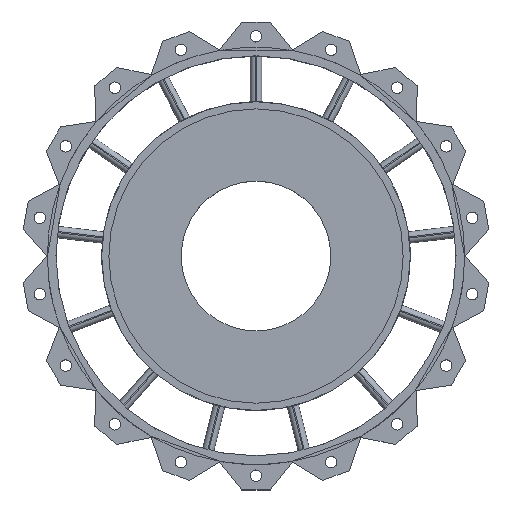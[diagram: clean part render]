
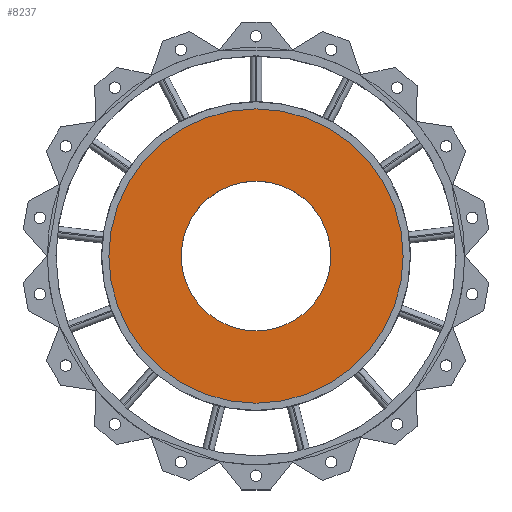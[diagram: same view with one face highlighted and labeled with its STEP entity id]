
A CAD part, top view. The second image highlights one B-rep face of the part: STEP entity #8237.
In plain terms, the highlighted planar face has unit normal (0, 0, 1).
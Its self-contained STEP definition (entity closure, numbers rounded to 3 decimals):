
#3811 = VERTEX_POINT('',#3812);
#3812 = CARTESIAN_POINT('',(13.1,0.,8.));
#3818 = EDGE_CURVE('',#3811,#3811,#3819,.T.);
#3819 = CIRCLE('',#3820,13.1);
#3820 = AXIS2_PLACEMENT_3D('',#3821,#3822,#3823);
#3821 = CARTESIAN_POINT('',(0.,0.,8.));
#3822 = DIRECTION('',(0.,0.,1.));
#3823 = DIRECTION('',(1.,0.,0.));
#7272 = VERTEX_POINT('',#7273);
#7273 = CARTESIAN_POINT('',(25.75,0.,8.));
#7281 = EDGE_CURVE('',#7272,#7272,#7282,.T.);
#7282 = CIRCLE('',#7283,25.75);
#7283 = AXIS2_PLACEMENT_3D('',#7284,#7285,#7286);
#7284 = CARTESIAN_POINT('',(0.,0.,8.));
#7285 = DIRECTION('',(0.,0.,1.));
#7286 = DIRECTION('',(1.,0.,0.));
#8237 = ADVANCED_FACE('',(#8238,#8241),#8244,.T.);
#8238 = FACE_BOUND('',#8239,.T.);
#8239 = EDGE_LOOP('',(#8240));
#8240 = ORIENTED_EDGE('',*,*,#7281,.T.);
#8241 = FACE_BOUND('',#8242,.T.);
#8242 = EDGE_LOOP('',(#8243));
#8243 = ORIENTED_EDGE('',*,*,#3818,.F.);
#8244 = PLANE('',#8245);
#8245 = AXIS2_PLACEMENT_3D('',#8246,#8247,#8248);
#8246 = CARTESIAN_POINT('',(0.,0.,8.));
#8247 = DIRECTION('',(0.,0.,1.));
#8248 = DIRECTION('',(1.,0.,0.));
